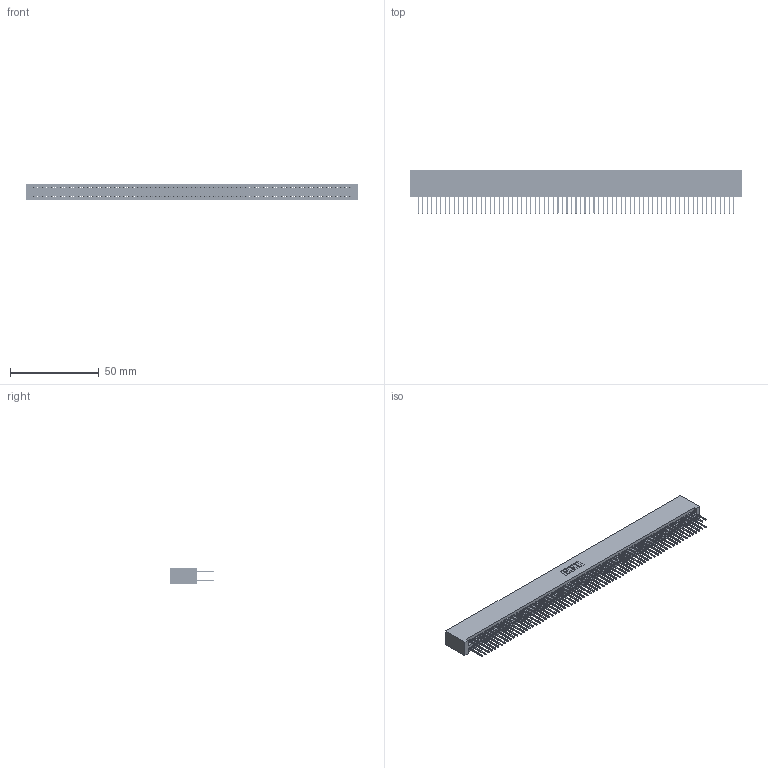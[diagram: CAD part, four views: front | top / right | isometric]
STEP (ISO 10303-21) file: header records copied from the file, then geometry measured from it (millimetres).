
FILE_DESCRIPTION (( 'STEP AP203' ), '1' );
FILE_NAME ('345-142-523-201.STEP', '2019-11-09T01:26:37', ( '' ), ( '' ), 'SwSTEP 2.0', 'SolidWorks 2016', '' );
FILE_SCHEMA (( 'CONFIG_CONTROL_DESIGN' ));
Length unit declared in the file: inch
Products named in the file (3): 345-142-523-201; 345-292-001_345-293-123; 345 Part_No Mounting Lugs
Assembly tree (143 placements, depth 2):
  345-142-523-201
    345 Part_No Mounting Lugs
    345-292-001_345-293-123  x142
Bounding box: 186.94 x 24.82 x 9.4 mm (x, y, z)
Volume: 19336.1 mm3; surface area: 30752.5 mm2
Topology: 143 solids, 143 shells, 7218 faces, 21475 edges, 14126 vertices
Faces by surface type: plane 4762, cylinder 2456
Entity records: 51545 total; most frequent: CARTESIAN_POINT 8612, ORIENTED_EDGE 8546, DIRECTION 7553, EDGE_CURVE 4273, VECTOR 3865, LINE 3865, VERTEX_POINT 2846, AXIS2_PLACEMENT_3D 1844
